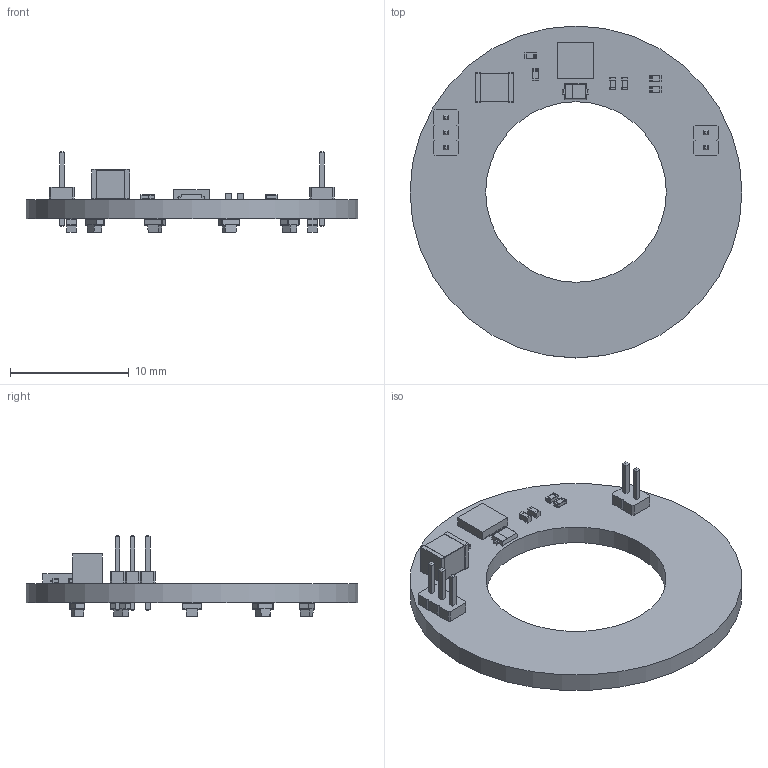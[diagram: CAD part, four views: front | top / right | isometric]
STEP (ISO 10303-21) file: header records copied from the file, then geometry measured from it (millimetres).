
FILE_DESCRIPTION(('KiCad electronic assembly'),'2;1');
FILE_NAME('Kicad LED Rings.step','2020-05-07T19:51:04',('An Author'),( 'A Company'),'Open CASCADE STEP processor 6.9', 'KiCad to STEP converter','Unknown');
FILE_SCHEMA(('AUTOMOTIVE_DESIGN { 1 0 10303 214 1 1 1 1 }'));
Length unit declared in the file: millimetre
Products named in the file (18): Open CASCADE STEP translator 6.9 1; R_0402_1005Metric; SOLID; DSC0010A; COMPOUND; LED_0603_1608Metric; C_0402_1005Metric; Diode-Schottky-BAT760_v5; L_1210_3225Metric; PinHeader_1x03_P1.27mm_Vertical; PinHeader_1x02_P1.27mm_Vertical
Assembly tree (30 placements, depth 3):
  Open CASCADE STEP translator 6.9 1
    R_0402_1005Metric  x4
      SOLID
    DSC0010A
      COMPOUND
    LED_0603_1608Metric  x10
      SOLID
    C_0402_1005Metric  x2
      SOLID
    Diode-Schottky-BAT760_v5
      COMPOUND
    L_1210_3225Metric
      SOLID
    PinHeader_1x03_P1.27mm_Vertical
      SOLID
    PinHeader_1x02_P1.27mm_Vertical
      SOLID
    COMPOUND
Bounding box: 28 x 28 x 6.8 mm (x, y, z)
Volume: 748.8 mm3; surface area: 1366.5 mm2
Topology: 40 solids, 40 shells, 1068 faces, 2731 edges, 1774 vertices
Faces by surface type: plane 877, cylinder 191
Full cylindrical faces by diameter (mm): 0.65 x5, 15.238 x1, 28 x1
Entity records: 34848 total; most frequent: CARTESIAN_POINT 6789, DIRECTION 4756, LINE 3400, VECTOR 3400, ORIENTED_EDGE 2516, PCURVE 2516, DEFINITIONAL_REPRESENTATION 2516, EDGE_CURVE 1258
